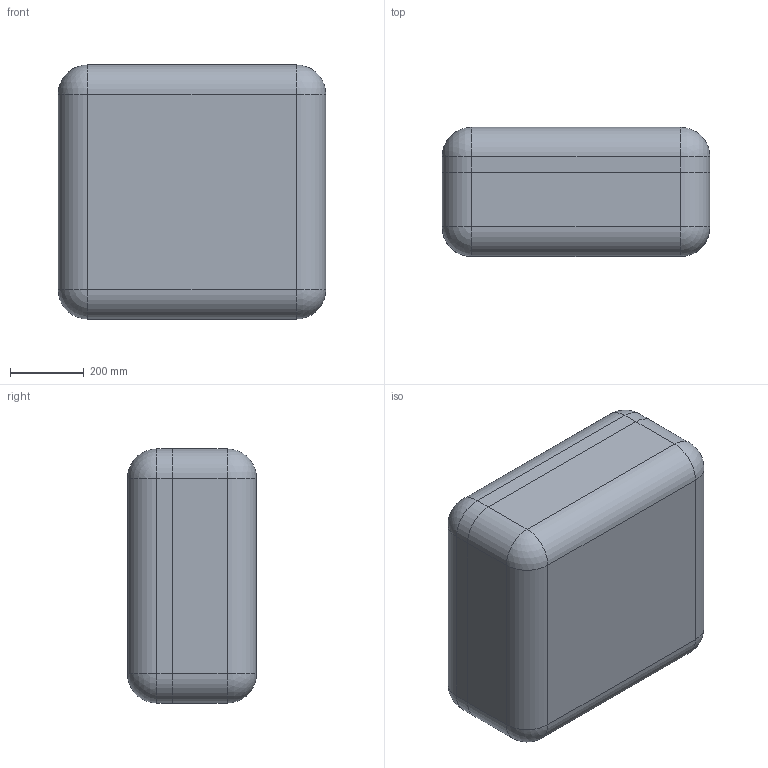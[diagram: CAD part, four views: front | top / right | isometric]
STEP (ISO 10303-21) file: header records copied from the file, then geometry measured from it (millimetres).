
FILE_DESCRIPTION (( 'STEP AP214' ), '1' );
FILE_NAME ('Òðàíñïîðòíûé êîíòåéíåð ÀÄÌÈÐÀË®ÏÐÎÔÅÑÑÈÎÍÀËÜÍÛÅ 063_óïðîùåííàÿ 3D-ìîäåëü.STEP', '2025-09-17T07:24:43', ( '' ), ( '' ), 'SwSTEP 2.0', 'SolidWorks 2021', '' );
FILE_SCHEMA (( 'AUTOMOTIVE_DESIGN' ));
Length unit declared in the file: millimetre
Products named in the file (3): Òðàíñïîðòíûé êîíòåéíåð ÀÄÌÈÐÀË®ÏÐÎÔÅÑÑÈÎÍÀËÜÍÛÅ 063_óïðîùåííàÿ 3D-ìîäåëü; Lid_63_REV2; Base_63_REV2
Assembly tree (2 placements, depth 2):
  Òðàíñïîðòíûé êîíòåéíåð ÀÄÌÈÐÀË®ÏÐÎÔÅÑÑÈÎÍÀËÜÍÛÅ 063_óïðîùåííàÿ 3D-ìîäåëü
    Lid_63_REV2
    Base_63_REV2
Bounding box: 727.36 x 351.02 x 690.7 mm (x, y, z)
Volume: 80733682 mm3; surface area: 4032351.8 mm2
Topology: 2 solids, 2 shells, 1350 faces, 3296 edges, 1880 vertices
Faces by surface type: cylinder 532, bspline 312, plane 274, torus 168, cone 32, sphere 32
Entity records: 75438 total; most frequent: CARTESIAN_POINT 46503, ORIENTED_EDGE 6432, DIRECTION 5656, EDGE_CURVE 3216, AXIS2_PLACEMENT_3D 2211, VERTEX_POINT 1880, EDGE_LOOP 1360, FACE_OUTER_BOUND 1350
